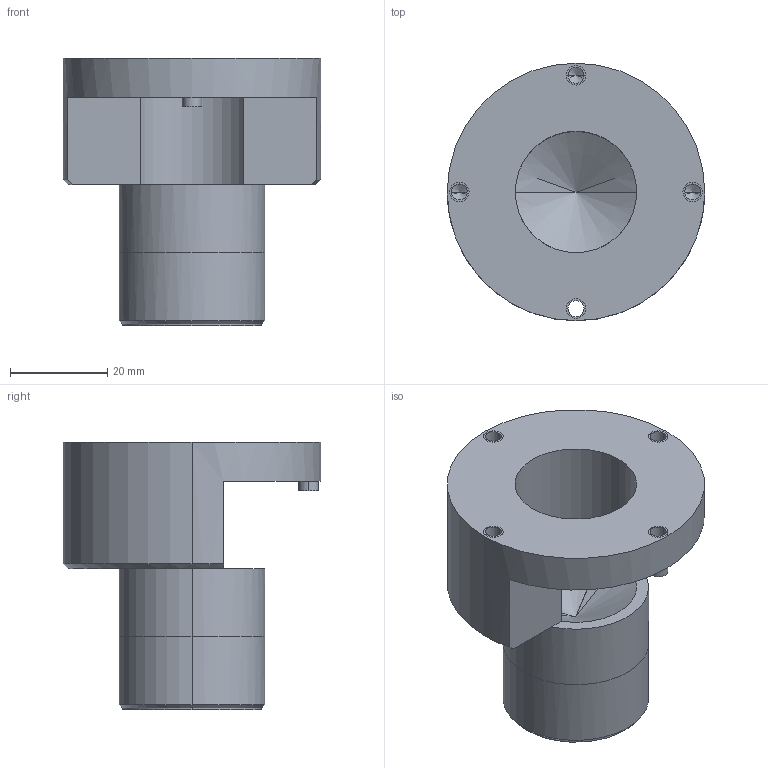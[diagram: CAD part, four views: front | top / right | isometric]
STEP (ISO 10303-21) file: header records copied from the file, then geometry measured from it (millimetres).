
FILE_DESCRIPTION((''),'2;1');
FILE_NAME('JONCTION_MOTEUR','2021-10-06T07:58:16',('laure'),(''),'CREO PARAMETRIC BY PTC INC, 2020281','CREO PARAMETRIC BY PTC INC, 2020281','');
FILE_SCHEMA(('CONFIG_CONTROL_DESIGN'));
Length unit declared in the file: millimetre
Products named in the file (1): JONCTION_MOTEUR
Bounding box: 53 x 53 x 55 mm (x, y, z)
Volume: 51302.7 mm3; surface area: 14823.7 mm2
Topology: 1 solids, 6 shells, 47 faces, 122 edges, 76 vertices
Faces by surface type: cylinder 24, plane 12, cone 11
Entity records: 1458 total; most frequent: DIRECTION 276, CARTESIAN_POINT 244, ORIENTED_EDGE 208, AXIS2_PLACEMENT_3D 116, EDGE_CURVE 114, VERTEX_POINT 76, CIRCLE 68, EDGE_LOOP 58
